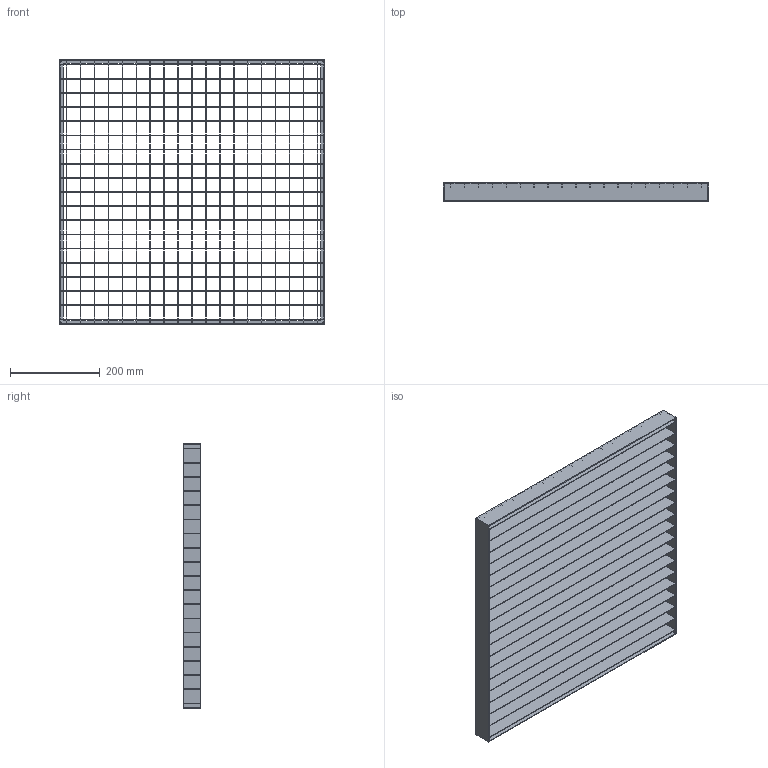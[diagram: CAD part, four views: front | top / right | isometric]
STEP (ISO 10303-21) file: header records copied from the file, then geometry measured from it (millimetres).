
FILE_DESCRIPTION (( 'STEP AP203' ), '1' );
FILE_NAME ('23-59593040-7.step', '2015-08-26T23:09:08', ( '' ), ( '' ), 'SwSTEP 2.0', 'SolidWorks 2015', '' );
FILE_SCHEMA (( 'CONFIG_CONTROL_DESIGN' ));
Length unit declared in the file: millimetre
Products named in the file (1): 23-59593040-7
Bounding box: 590 x 40 x 590 mm (x, y, z)
Volume: 988825 mm3; surface area: 1369625 mm2
Topology: 1 solids, 1 shells, 1388 faces, 5288 edges, 3520 vertices
Faces by surface type: plane 1388
Entity records: 56086 total; most frequent: ORIENTED_EDGE 10576, CARTESIAN_POINT 10212, DIRECTION 8061, EDGE_CURVE 5288, VECTOR 5283, LINE 5283, VERTEX_POINT 3520, EDGE_LOOP 1806
